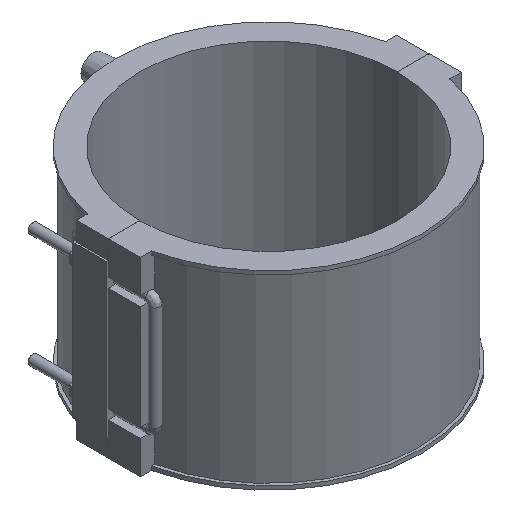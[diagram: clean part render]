
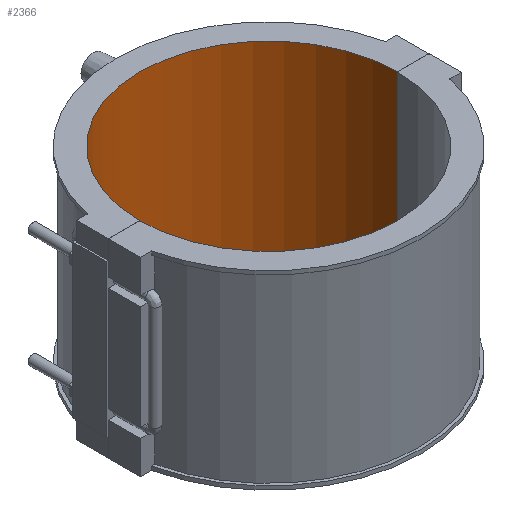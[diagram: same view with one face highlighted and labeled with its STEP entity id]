
A CAD part, isometric view. The second image highlights one B-rep face of the part: STEP entity #2366.
In plain terms, the highlighted cylindrical face has radius 80 mm (diameter 160 mm), a partial arc.
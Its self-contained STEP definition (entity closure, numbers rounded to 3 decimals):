
#269=LINE('',#4655,#480);
#296=LINE('',#4897,#507);
#480=VECTOR('',#3029,118.);
#507=VECTOR('',#3142,118.);
#606=CYLINDRICAL_SURFACE('',#2573,80.);
#729=FACE_OUTER_BOUND('',#908,.T.);
#908=EDGE_LOOP('',(#2142,#2143,#2144,#2145));
#1038=CIRCLE('',#2570,80.);
#1039=CIRCLE('',#2572,80.);
#1219=VERTEX_POINT('',#4652);
#1220=VERTEX_POINT('',#4654);
#1247=VERTEX_POINT('',#4894);
#1248=VERTEX_POINT('',#4896);
#1506=EDGE_CURVE('',#1220,#1219,#269,.T.);
#1555=EDGE_CURVE('',#1248,#1247,#296,.T.);
#1558=EDGE_CURVE('',#1220,#1247,#1038,.T.);
#1559=EDGE_CURVE('',#1248,#1219,#1039,.T.);
#2142=ORIENTED_EDGE('',*,*,#1555,.T.);
#2143=ORIENTED_EDGE('',*,*,#1558,.F.);
#2144=ORIENTED_EDGE('',*,*,#1506,.T.);
#2145=ORIENTED_EDGE('',*,*,#1559,.F.);
#2366=ADVANCED_FACE('',(#729),#606,.F.);
#2570=AXIS2_PLACEMENT_3D('',#4902,#3147,#3148);
#2572=AXIS2_PLACEMENT_3D('',#4904,#3151,#3152);
#2573=AXIS2_PLACEMENT_3D('',#4907,#3155,#3156);
#3029=DIRECTION('',(0.,0.,-1.));
#3142=DIRECTION('',(0.,0.,1.));
#3147=DIRECTION('center_axis',(0.,0.,-1.));
#3148=DIRECTION('ref_axis',(-1.,0.,0.));
#3151=DIRECTION('center_axis',(0.,0.,1.));
#3152=DIRECTION('ref_axis',(-1.,0.,0.));
#3155=DIRECTION('center_axis',(0.,0.,1.));
#3156=DIRECTION('ref_axis',(-1.,0.,0.));
#4652=CARTESIAN_POINT('',(-80.,0.05,-59.));
#4654=CARTESIAN_POINT('',(-80.,0.05,59.));
#4655=CARTESIAN_POINT('',(-80.,0.05,0.));
#4894=CARTESIAN_POINT('',(80.,0.05,59.));
#4896=CARTESIAN_POINT('',(80.,0.05,-59.));
#4897=CARTESIAN_POINT('',(80.,0.05,0.));
#4902=CARTESIAN_POINT('Origin',(0.,0.,59.));
#4904=CARTESIAN_POINT('Origin',(0.,0.,-59.));
#4907=CARTESIAN_POINT('Origin',(0.,0.,0.));
